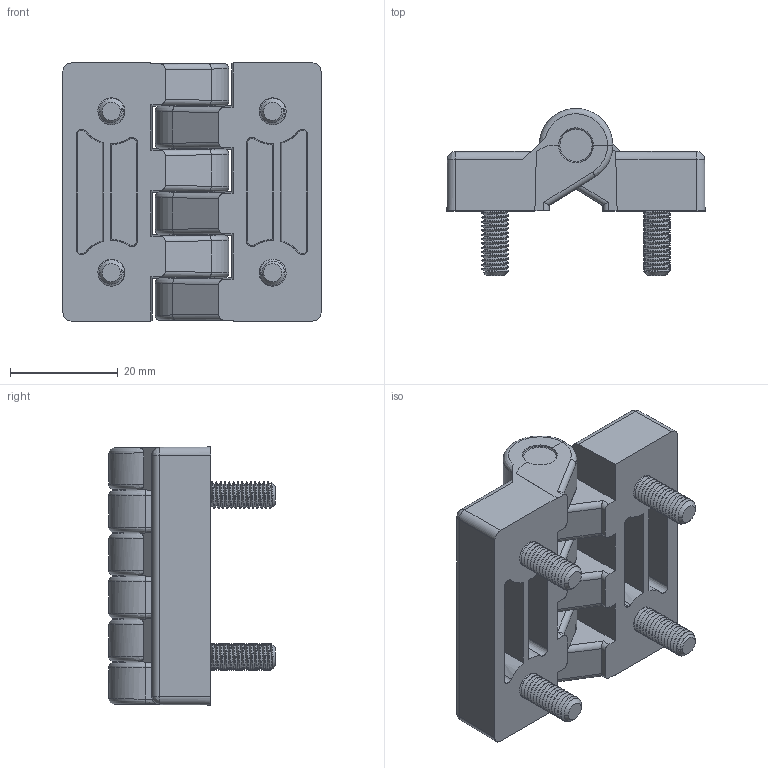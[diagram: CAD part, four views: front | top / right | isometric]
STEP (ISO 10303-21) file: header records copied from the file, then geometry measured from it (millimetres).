
FILE_DESCRIPTION (( 'STEP AP203' ), '1' );
FILE_NAME ('MY4848.35.0.1.STEP', '2022-07-29T06:23:48', ( '' ), ( '' ), 'SwSTEP 2.0', 'SolidWorks 2021', '' );
FILE_SCHEMA (( 'CONFIG_CONTROL_DESIGN' ));
Length unit declared in the file: millimetre
Products named in the file (1): MY4848.35.0.1
Bounding box: 48 x 31 x 48 mm (x, y, z)
Surface area: 13189.4 mm2 (no closed solid volume)
Topology: 0 solids, 8 shells, 348 faces, 1038 edges, 668 vertices
Faces by surface type: cylinder 196, plane 72, bspline 46, cone 34
Entity records: 21114 total; most frequent: CARTESIAN_POINT 13133, ORIENTED_EDGE 1944, DIRECTION 1296, EDGE_CURVE 1038, VERTEX_POINT 668, VECTOR 454, LINE 454, AXIS2_PLACEMENT_3D 421
